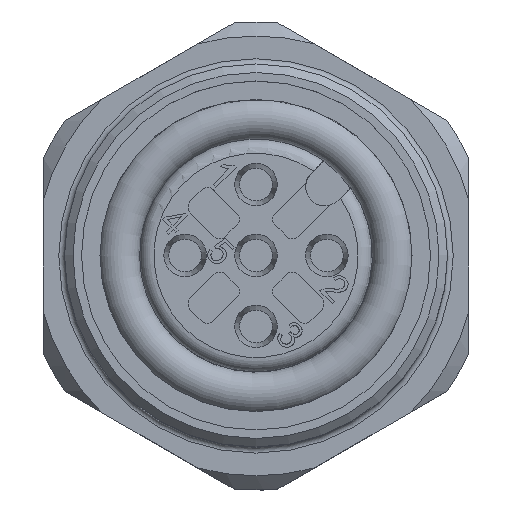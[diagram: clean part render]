
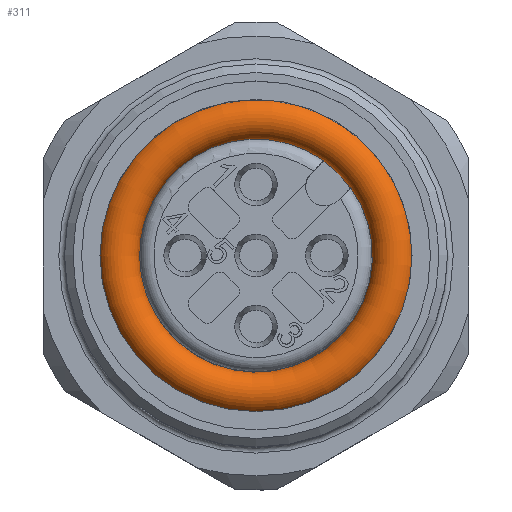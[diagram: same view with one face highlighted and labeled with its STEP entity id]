
A CAD part, top view. The second image highlights one B-rep face of the part: STEP entity #311.
In plain terms, the highlighted toroidal (fillet/blend) face has major radius 4.845 mm and minor radius 0.75 mm.
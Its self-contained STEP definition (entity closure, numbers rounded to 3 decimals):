
#274=TOROIDAL_SURFACE('',#3555,4.845,0.75);
#311=ADVANCED_FACE('',(#756,#757),#274,.T.);
#618=B_SPLINE_CURVE_WITH_KNOTS('',3,(#5094,#5095,#5096,#5097),
 .UNSPECIFIED.,.F.,.F.,(4,4),(0.,1.),.UNSPECIFIED.);
#619=B_SPLINE_CURVE_WITH_KNOTS('',3,(#5100,#5101,#5102,#5103,#5104,#5105,
#5106),.UNSPECIFIED.,.F.,.F.,(4,3,4),(0.,0.485,1.),
 .UNSPECIFIED.);
#620=B_SPLINE_CURVE_WITH_KNOTS('',3,(#5110,#5111,#5112,#5113,#5114,#5115,
#5116),.UNSPECIFIED.,.F.,.F.,(4,3,4),(0.,0.488,1.),
 .UNSPECIFIED.);
#621=B_SPLINE_CURVE_WITH_KNOTS('',3,(#5118,#5119,#5120,#5121),
 .UNSPECIFIED.,.F.,.F.,(4,4),(0.,1.),.UNSPECIFIED.);
#756=FACE_BOUND('',#898,.T.);
#757=FACE_BOUND('',#899,.T.);
#898=EDGE_LOOP('',(#1339));
#899=EDGE_LOOP('',(#1340,#1341,#1342,#1343,#1344,#1345));
#1187=CIRCLE('',#3552,5.5);
#1188=CIRCLE('',#3553,4.325);
#1189=CIRCLE('',#3554,4.1);
#1339=ORIENTED_EDGE('',*,*,#2613,.T.);
#1340=ORIENTED_EDGE('',*,*,#2614,.T.);
#1341=ORIENTED_EDGE('',*,*,#2615,.T.);
#1342=ORIENTED_EDGE('',*,*,#2616,.T.);
#1343=ORIENTED_EDGE('',*,*,#2617,.T.);
#1344=ORIENTED_EDGE('',*,*,#2618,.T.);
#1345=ORIENTED_EDGE('',*,*,#2619,.F.);
#2277=VERTEX_POINT('',#5093);
#2278=VERTEX_POINT('',#5098);
#2279=VERTEX_POINT('',#5099);
#2280=VERTEX_POINT('',#5107);
#2281=VERTEX_POINT('',#5109);
#2282=VERTEX_POINT('',#5117);
#2283=VERTEX_POINT('',#5122);
#2613=EDGE_CURVE('',#2277,#2277,#1187,.T.);
#2614=EDGE_CURVE('',#2278,#2279,#618,.T.);
#2615=EDGE_CURVE('',#2279,#2280,#619,.T.);
#2616=EDGE_CURVE('',#2280,#2281,#1188,.T.);
#2617=EDGE_CURVE('',#2281,#2282,#620,.T.);
#2618=EDGE_CURVE('',#2282,#2283,#621,.T.);
#2619=EDGE_CURVE('',#2278,#2283,#1189,.T.);
#3552=AXIS2_PLACEMENT_3D('',#5092,#3889,#3890);
#3553=AXIS2_PLACEMENT_3D('',#5108,#3891,#3892);
#3554=AXIS2_PLACEMENT_3D('',#5123,#3893,#3894);
#3555=AXIS2_PLACEMENT_3D('',#5124,#3895,#3896);
#3889=DIRECTION('',(0.,0.,1.));
#3890=DIRECTION('',(-1.,0.,0.));
#3891=DIRECTION('',(0.,0.,-1.));
#3892=DIRECTION('',(-1.,0.,0.));
#3893=DIRECTION('',(0.,0.,1.));
#3894=DIRECTION('',(-1.,0.,0.));
#3895=DIRECTION('',(0.,0.,1.));
#3896=DIRECTION('',(1.,0.,0.));
#5092=CARTESIAN_POINT('',(16.06,0.,7.966));
#5093=CARTESIAN_POINT('',(10.56,0.,7.966));
#5094=CARTESIAN_POINT('',(18.443,3.337,7.687));
#5095=CARTESIAN_POINT('',(18.438,3.332,7.63));
#5096=CARTESIAN_POINT('',(18.438,3.332,7.571));
#5097=CARTESIAN_POINT('',(18.443,3.337,7.514));
#5098=CARTESIAN_POINT('',(18.443,3.337,7.687));
#5099=CARTESIAN_POINT('',(18.443,3.337,7.514));
#5100=CARTESIAN_POINT('',(18.443,3.337,7.514));
#5101=CARTESIAN_POINT('',(18.449,3.344,7.431));
#5102=CARTESIAN_POINT('',(18.467,3.361,7.349));
#5103=CARTESIAN_POINT('',(18.493,3.387,7.274));
#5104=CARTESIAN_POINT('',(18.52,3.414,7.195));
#5105=CARTESIAN_POINT('',(18.558,3.452,7.121));
#5106=CARTESIAN_POINT('',(18.603,3.498,7.06));
#5107=CARTESIAN_POINT('',(18.603,3.498,7.06));
#5108=CARTESIAN_POINT('',(16.06,0.,7.06));
#5109=CARTESIAN_POINT('',(19.558,2.543,7.06));
#5110=CARTESIAN_POINT('',(19.558,2.543,7.06));
#5111=CARTESIAN_POINT('',(19.515,2.5,7.118));
#5112=CARTESIAN_POINT('',(19.479,2.464,7.187));
#5113=CARTESIAN_POINT('',(19.451,2.437,7.262));
#5114=CARTESIAN_POINT('',(19.423,2.408,7.34));
#5115=CARTESIAN_POINT('',(19.404,2.39,7.427));
#5116=CARTESIAN_POINT('',(19.397,2.382,7.514));
#5117=CARTESIAN_POINT('',(19.397,2.382,7.514));
#5118=CARTESIAN_POINT('',(19.397,2.382,7.514));
#5119=CARTESIAN_POINT('',(19.392,2.378,7.571));
#5120=CARTESIAN_POINT('',(19.392,2.378,7.63));
#5121=CARTESIAN_POINT('',(19.397,2.382,7.687));
#5122=CARTESIAN_POINT('',(19.397,2.382,7.687));
#5123=CARTESIAN_POINT('',(16.06,0.,7.687));
#5124=CARTESIAN_POINT('',(16.06,0.,7.6));
